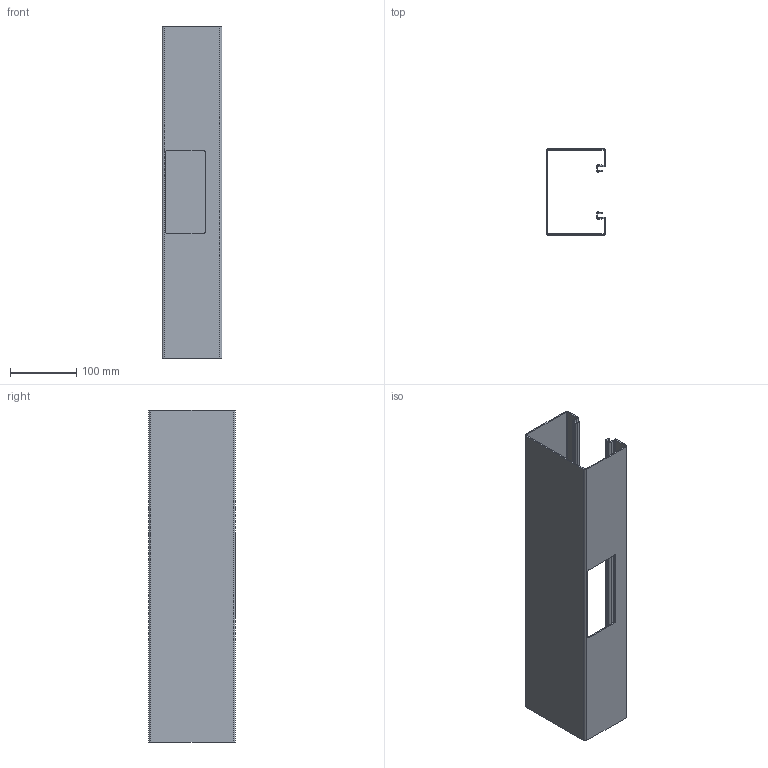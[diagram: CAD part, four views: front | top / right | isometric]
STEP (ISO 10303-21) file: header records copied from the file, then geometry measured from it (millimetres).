
FILE_DESCRIPTION (( 'STEP AP214' ), '1' );
FILE_NAME ('6276963.stp', '2016-06-20T12:37:22', ( '' ), ( '' ), 'SwSTEP 2.0', 'SolidWorks 2014', '' );
FILE_SCHEMA (( 'AUTOMOTIVE_DESIGN' ));
Length unit declared in the file: millimetre
Products named in the file (1): 6276963
Bounding box: 90 x 130 x 500 mm (x, y, z)
Volume: 385171.2 mm3; surface area: 390564.7 mm2
Topology: 1 solids, 1 shells, 72 faces, 210 edges, 140 vertices
Faces by surface type: plane 38, cylinder 34
Entity records: 2440 total; most frequent: DIRECTION 424, CARTESIAN_POINT 423, ORIENTED_EDGE 420, EDGE_CURVE 210, VECTOR 142, LINE 142, AXIS2_PLACEMENT_3D 141, VERTEX_POINT 140
